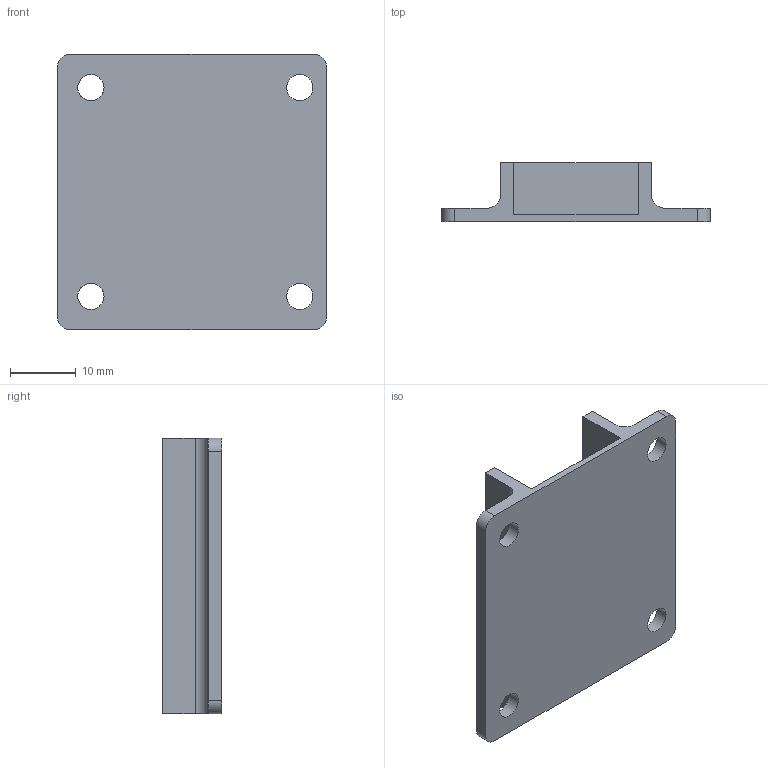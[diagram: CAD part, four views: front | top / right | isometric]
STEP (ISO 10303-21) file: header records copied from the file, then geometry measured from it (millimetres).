
FILE_DESCRIPTION(/* description */ (''),/* implementation_level */ '2;1');
FILE_NAME(/* name */ 'Teenscy Holder.stp',/* time_stamp */ '2025-07-19T18:08:20+10:00',/* author */ ('User'),/* organization */ (''),/* preprocessor_version */ 'ST-DEVELOPER v20.1',/* originating_system */ 'Autodesk Inventor 2026',/* authorisation */ '');
FILE_SCHEMA (('AUTOMOTIVE_DESIGN { 1 0 10303 214 3 1 1 }'));
Length unit declared in the file: millimetre
Products named in the file (1): Teenscy Holder
Bounding box: 41 x 9 x 42 mm (x, y, z)
Volume: 4090.7 mm3; surface area: 5243.6 mm2
Topology: 1 solids, 1 shells, 24 faces, 72 edges, 48 vertices
Faces by surface type: plane 14, cylinder 10
Full cylindrical faces by diameter (mm): 4 x4
Entity records: 879 total; most frequent: CARTESIAN_POINT 157, ORIENTED_EDGE 144, DIRECTION 138, EDGE_CURVE 72, LINE 48, VECTOR 48, VERTEX_POINT 48, AXIS2_PLACEMENT_3D 45
